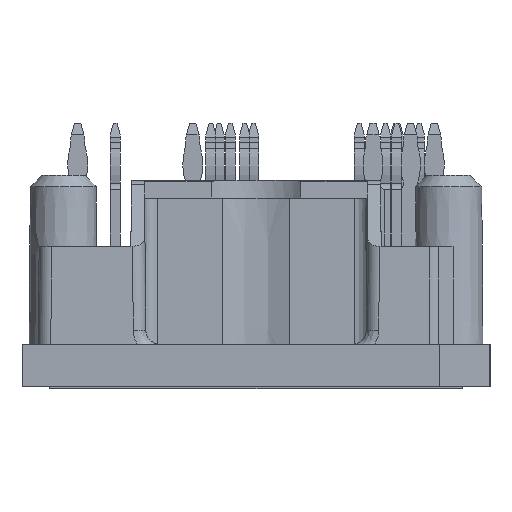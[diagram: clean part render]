
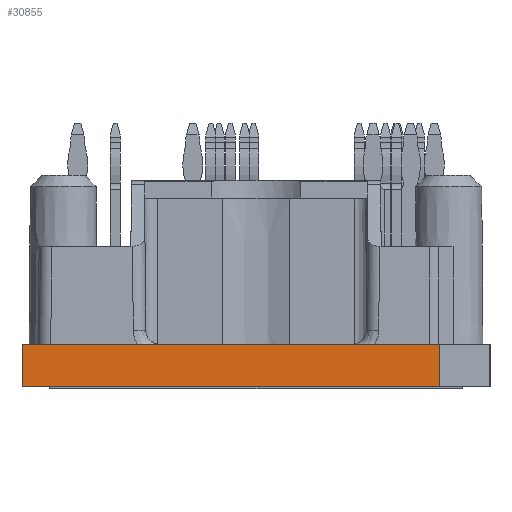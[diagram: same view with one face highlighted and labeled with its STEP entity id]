
A CAD part, left-side view. The second image highlights one B-rep face of the part: STEP entity #30855.
In plain terms, the highlighted planar face has unit normal (-1, 0, 0).
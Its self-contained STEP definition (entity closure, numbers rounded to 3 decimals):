
#1865=ORIENTED_EDGE('',*,*,#8275,.T.);
#1866=ORIENTED_EDGE('',*,*,#8276,.F.);
#1867=ORIENTED_EDGE('',*,*,#8265,.T.);
#1868=ORIENTED_EDGE('',*,*,#8152,.T.);
#8152=EDGE_CURVE('',#11427,#11426,#13588,.T.);
#8265=EDGE_CURVE('',#11505,#11427,#13647,.T.);
#8275=EDGE_CURVE('',#11426,#11510,#13657,.T.);
#8276=EDGE_CURVE('',#11505,#11510,#13658,.T.);
#11426=VERTEX_POINT('',#41080);
#11427=VERTEX_POINT('',#41082);
#11505=VERTEX_POINT('',#41428);
#11510=VERTEX_POINT('',#41446);
#13588=LINE('',#41081,#16048);
#13647=LINE('',#41427,#16107);
#13657=LINE('',#41447,#16117);
#13658=LINE('',#41449,#16118);
#16048=VECTOR('',#34423,1000.);
#16107=VECTOR('',#34612,1000.);
#16117=VECTOR('',#34630,1000.);
#16118=VECTOR('',#34633,1000.);
#18497=EDGE_LOOP('',(#1865,#1866,#1867,#1868));
#19871=FACE_BOUND('',#18497,.T.);
#21190=PLANE('',#32186);
#30855=ADVANCED_FACE('',(#19871),#21190,.F.);
#32186=AXIS2_PLACEMENT_3D('',#41448,#34631,#34632);
#34423=DIRECTION('',(0.,-1.,0.));
#34612=DIRECTION('',(0.,0.,-1.));
#34630=DIRECTION('',(0.,0.,1.));
#34631=DIRECTION('',(1.,0.,0.));
#34632=DIRECTION('',(0.,1.,0.));
#34633=DIRECTION('',(0.,-1.,0.));
#41080=CARTESIAN_POINT('',(-41.,-14.7,0.));
#41081=CARTESIAN_POINT('',(-41.,18.7,0.));
#41082=CARTESIAN_POINT('',(-41.,18.7,0.));
#41427=CARTESIAN_POINT('',(-41.,18.7,3.4));
#41428=CARTESIAN_POINT('',(-41.,18.7,3.4));
#41446=CARTESIAN_POINT('',(-41.,-14.7,3.4));
#41447=CARTESIAN_POINT('',(-41.,-14.7,3.4));
#41448=CARTESIAN_POINT('',(-41.,18.7,3.4));
#41449=CARTESIAN_POINT('',(-41.,18.7,3.4));
